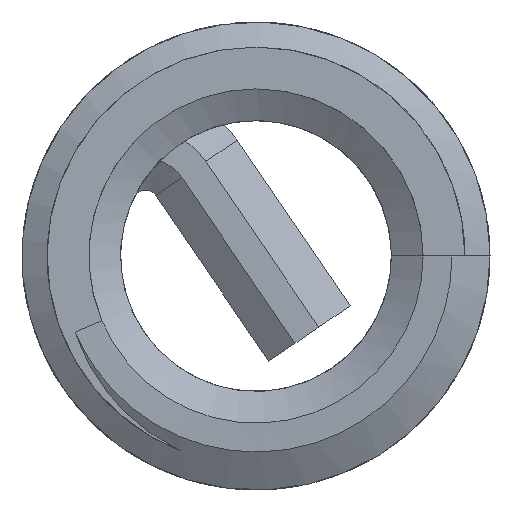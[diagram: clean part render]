
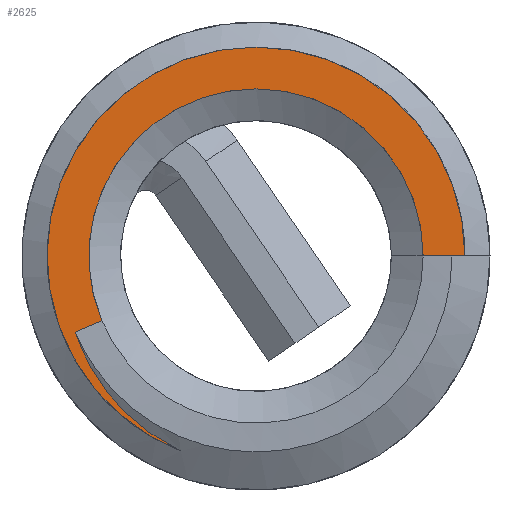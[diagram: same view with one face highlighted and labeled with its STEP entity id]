
A CAD part, front view. The second image highlights one B-rep face of the part: STEP entity #2625.
In plain terms, the highlighted planar face has unit normal (0, -1, 0).
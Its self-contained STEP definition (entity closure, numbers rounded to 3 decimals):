
#65 = ORIENTED_EDGE ( 'NONE', *, *, #4258, .T. ) ;
#311 = ORIENTED_EDGE ( 'NONE', *, *, #658, .F. ) ;
#403 = DIRECTION ( 'NONE',  ( 0., 1., 0. ) ) ;
#451 = DIRECTION ( 'NONE',  ( 0., 1., 0. ) ) ;
#590 = VECTOR ( 'NONE', #2573, 1000. ) ;
#636 = DIRECTION ( 'NONE',  ( 0., 0., 1. ) ) ;
#639 = CARTESIAN_POINT ( 'NONE',  ( -1.45, 0., -1.984 ) ) ;
#658 = EDGE_CURVE ( 'NONE', #4859, #4945, #4777, .T. ) ;
#734 = CARTESIAN_POINT ( 'NONE',  ( -2.111, 0., -1.066 ) ) ;
#800 = CARTESIAN_POINT ( 'NONE',  ( -1.843, 0., -0.776 ) ) ;
#827 = AXIS2_PLACEMENT_3D ( 'NONE', #3760, #1839, #636 ) ;
#855 = EDGE_CURVE ( 'NONE', #2730, #3177, #4950, .T. ) ;
#873 = DIRECTION ( 'NONE',  ( 0., 1., 0. ) ) ;
#992 = DIRECTION ( 'NONE',  ( 0., 0., 1. ) ) ;
#1063 = B_SPLINE_CURVE_WITH_KNOTS ( 'NONE', 3,
 ( #2659, #4484, #4177, #639, #1841, #3762, #3391, #3009, #734, #2175 ),
 .UNSPECIFIED., .F., .F.,
 ( 4, 2, 2, 2, 4 ),
 ( 0.001, 0.001, 0.002, 0.002, 0.003 ),
 .UNSPECIFIED. ) ;
#1067 = AXIS2_PLACEMENT_3D ( 'NONE', #4620, #403, #4172 ) ;
#1196 = DIRECTION ( 'NONE',  ( 0., 0., 1. ) ) ;
#1262 = EDGE_LOOP ( 'NONE', ( #1498, #311, #3660, #4727, #4224, #65, #1312 ) ) ;
#1312 = ORIENTED_EDGE ( 'NONE', *, *, #855, .T. ) ;
#1498 = ORIENTED_EDGE ( 'NONE', *, *, #2216, .F. ) ;
#1637 = EDGE_CURVE ( 'NONE', #2817, #2808, #3700, .T. ) ;
#1712 = AXIS2_PLACEMENT_3D ( 'NONE', #3920, #1753, #992 ) ;
#1753 = DIRECTION ( 'NONE',  ( 0., 1., 0. ) ) ;
#1834 = LINE ( 'NONE', #2954, #590 ) ;
#1839 = DIRECTION ( 'NONE',  ( 0., 1., 0. ) ) ;
#1841 = CARTESIAN_POINT ( 'NONE',  ( -1.57, 0., -1.875 ) ) ;
#1856 = CARTESIAN_POINT ( 'NONE',  ( -1.843, 0., -0.776 ) ) ;
#1899 = EDGE_CURVE ( 'NONE', #3079, #2817, #1063, .T. ) ;
#2059 = CARTESIAN_POINT ( 'NONE',  ( 2., 0., 0. ) ) ;
#2108 = CARTESIAN_POINT ( 'NONE',  ( 0., 0., 0. ) ) ;
#2133 = AXIS2_PLACEMENT_3D ( 'NONE', #2108, #873, #2488 ) ;
#2175 = CARTESIAN_POINT ( 'NONE',  ( -2.162, 0., -0.91 ) ) ;
#2216 = EDGE_CURVE ( 'NONE', #4945, #3177, #1834, .T. ) ;
#2223 = FACE_OUTER_BOUND ( 'NONE', #1262, .T. ) ;
#2291 = AXIS2_PLACEMENT_3D ( 'NONE', #3822, #451, #1196 ) ;
#2488 = DIRECTION ( 'NONE',  ( 0., 0., 1. ) ) ;
#2553 = CARTESIAN_POINT ( 'NONE',  ( 0., 0., 2. ) ) ;
#2573 = DIRECTION ( 'NONE',  ( -1., 0., 0. ) ) ;
#2625 = ADVANCED_FACE ( 'NONE', ( #2223 ), #4531, .F. ) ;
#2659 = CARTESIAN_POINT ( 'NONE',  ( -0.899, 0., -2.333 ) ) ;
#2730 = VERTEX_POINT ( 'NONE', #2553 ) ;
#2808 = VERTEX_POINT ( 'NONE', #1856 ) ;
#2817 = VERTEX_POINT ( 'NONE', #4121 ) ;
#2954 = CARTESIAN_POINT ( 'NONE',  ( 1.621, 0., 0. ) ) ;
#3009 = CARTESIAN_POINT ( 'NONE',  ( -2.045, 0., -1.215 ) ) ;
#3079 = VERTEX_POINT ( 'NONE', #3821 ) ;
#3156 = CIRCLE ( 'NONE', #1712, 2. ) ;
#3177 = VERTEX_POINT ( 'NONE', #2059 ) ;
#3183 = CARTESIAN_POINT ( 'NONE',  ( 2.5, 0., 0. ) ) ;
#3391 = CARTESIAN_POINT ( 'NONE',  ( -1.884, 0., -1.497 ) ) ;
#3531 = CARTESIAN_POINT ( 'NONE',  ( 0., 0., 2.5 ) ) ;
#3559 = CIRCLE ( 'NONE', #1067, 2.5 ) ;
#3660 = ORIENTED_EDGE ( 'NONE', *, *, #4158, .F. ) ;
#3700 =( BOUNDED_CURVE ( )  B_SPLINE_CURVE ( 1, ( #3922, #800 ),
 .UNSPECIFIED., .F., .T. ) 
 B_SPLINE_CURVE_WITH_KNOTS ( ( 2, 2 ),
 ( 0., 0. ),
 .UNSPECIFIED. ) 
 CURVE ( )  GEOMETRIC_REPRESENTATION_ITEM ( )  RATIONAL_B_SPLINE_CURVE ( ( 0.937, 0.937 ) ) 
 REPRESENTATION_ITEM ( '' )  );
#3760 = CARTESIAN_POINT ( 'NONE',  ( 0., 0., 0. ) ) ;
#3762 = CARTESIAN_POINT ( 'NONE',  ( -1.787, 0., -1.631 ) ) ;
#3821 = CARTESIAN_POINT ( 'NONE',  ( -0.899, 0., -2.333 ) ) ;
#3822 = CARTESIAN_POINT ( 'NONE',  ( 0., 0., 0. ) ) ;
#3920 = CARTESIAN_POINT ( 'NONE',  ( 0., 0., 0. ) ) ;
#3922 = CARTESIAN_POINT ( 'NONE',  ( -2.162, 0., -0.91 ) ) ;
#4121 = CARTESIAN_POINT ( 'NONE',  ( -2.162, 0., -0.91 ) ) ;
#4158 = EDGE_CURVE ( 'NONE', #3079, #4859, #3559, .T. ) ;
#4172 = DIRECTION ( 'NONE',  ( 0., 0., 1. ) ) ;
#4177 = CARTESIAN_POINT ( 'NONE',  ( -1.189, 0., -2.178 ) ) ;
#4224 = ORIENTED_EDGE ( 'NONE', *, *, #1637, .T. ) ;
#4258 = EDGE_CURVE ( 'NONE', #2808, #2730, #3156, .T. ) ;
#4484 = CARTESIAN_POINT ( 'NONE',  ( -1.046, 0., -2.263 ) ) ;
#4531 = PLANE ( 'NONE',  #827 ) ;
#4620 = CARTESIAN_POINT ( 'NONE',  ( 0., 0., 0. ) ) ;
#4727 = ORIENTED_EDGE ( 'NONE', *, *, #1899, .T. ) ;
#4777 = CIRCLE ( 'NONE', #2291, 2.5 ) ;
#4859 = VERTEX_POINT ( 'NONE', #3531 ) ;
#4945 = VERTEX_POINT ( 'NONE', #3183 ) ;
#4950 = CIRCLE ( 'NONE', #2133, 2. ) ;
